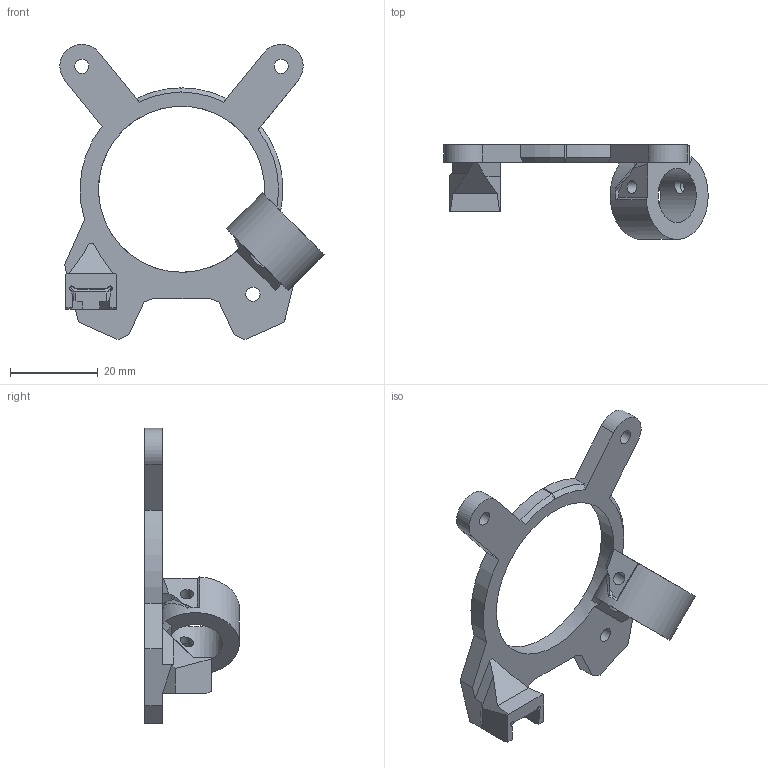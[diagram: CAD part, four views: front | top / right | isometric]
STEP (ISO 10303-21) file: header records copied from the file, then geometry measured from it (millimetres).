
FILE_DESCRIPTION(/* description */ ('STEP AP242','CAx-IF Rec.Pracs.---Representation and Presentation of Product Manufacturing Information (PMI)---4.0---2014-10-13','CAx-IF Rec.Pracs.---3D Tessellated Geometry---0.4---2014-09-14','2;1'),/* implementation_level */ '2;1');
FILE_NAME(/* name */ '644d5b6be0083461f0439e69',/* time_stamp */ '2023-04-29T18:01:15Z',/* author */ (''),/* organization */ (''),/* preprocessor_version */ 'ST-DEVELOPER v19.4',/* originating_system */ ' ',/* authorisation */ ' ');
FILE_SCHEMA (('AP242_MANAGED_MODEL_BASED_3D_ENGINEERING_MIM_LF { 1 0 10303 442 1 1 4 }'));
Length unit declared in the file: metre
Products named in the file (1): 3DO_Mount_8mm v2
Bounding box: 60.18 x 21.48 x 67.22 mm (x, y, z)
Volume: 8732.5 mm3; surface area: 6414.4 mm2
Topology: 1 solids, 4 shells, 124 faces, 343 edges, 226 vertices
Faces by surface type: plane 67, cylinder 30, bspline 23, cone 4
Full cylindrical faces by diameter (mm): 3 x2, 3.25 x3, 12.3 x1, 37.8 x1
Entity records: 4372 total; most frequent: CARTESIAN_POINT 1398, ORIENTED_EDGE 662, DIRECTION 513, EDGE_CURVE 331, VERTEX_POINT 222, LINE 181, VECTOR 181, AXIS2_PLACEMENT_3D 166
